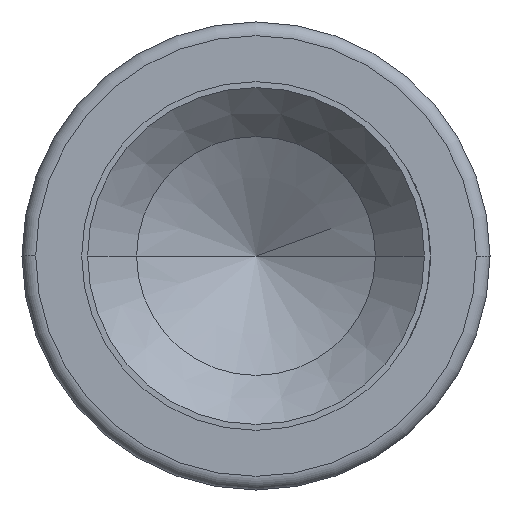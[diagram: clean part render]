
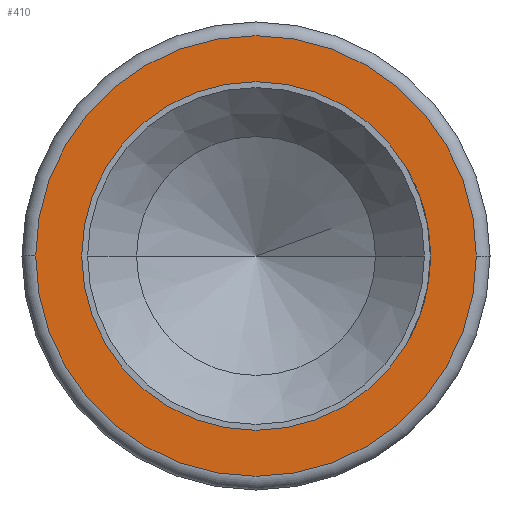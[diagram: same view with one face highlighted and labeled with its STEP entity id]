
A CAD part, front view. The second image highlights one B-rep face of the part: STEP entity #410.
In plain terms, the highlighted planar face has unit normal (0, -1, 0).
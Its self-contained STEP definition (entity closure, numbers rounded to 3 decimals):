
#1=CARTESIAN_POINT('',(0.,0.,0.));
#2=DIRECTION('',(0.,-1.,0.));
#3=DIRECTION('',(1.,0.,0.));
#4=AXIS2_PLACEMENT_3D('',#1,#2,#3);
#16=CARTESIAN_POINT('',(0.,0.,0.));
#17=DIRECTION('',(0.,-1.,0.));
#18=DIRECTION('',(-1.,0.,0.));
#19=AXIS2_PLACEMENT_3D('',#16,#17,#18);
#158=CARTESIAN_POINT('',(0.,0.,0.));
#159=DIRECTION('',(0.,1.,0.));
#160=DIRECTION('',(-1.,0.,0.));
#161=AXIS2_PLACEMENT_3D('',#158,#159,#160);
#190=CARTESIAN_POINT('',(0.,0.,0.));
#191=DIRECTION('',(0.,-1.,0.));
#192=DIRECTION('',(-1.,0.,0.));
#193=AXIS2_PLACEMENT_3D('',#190,#191,#192);
#303=CARTESIAN_POINT('',(-0.89,0.,0.));
#305=VERTEX_POINT('',#303);
#307=CARTESIAN_POINT('',(0.89,0.,0.));
#308=VERTEX_POINT('',#307);
#311=CARTESIAN_POINT('',(-1.125,0.,0.));
#312=CARTESIAN_POINT('',(1.125,0.,0.));
#313=VERTEX_POINT('',#311);
#314=VERTEX_POINT('',#312);
#394=CARTESIAN_POINT('',(0.,0.,0.));
#395=DIRECTION('',(0.,1.,0.));
#396=DIRECTION('',(1.,0.,0.));
#397=AXIS2_PLACEMENT_3D('',#394,#395,#396);
#398=PLANE('',#397);
#400=ORIENTED_EDGE('',*,*,#399,.F.);
#401=ORIENTED_EDGE('',*,*,#384,.F.);
#402=EDGE_LOOP('',(#400,#401));
#403=FACE_OUTER_BOUND('',#402,.F.);
#405=ORIENTED_EDGE('',*,*,#404,.F.);
#407=ORIENTED_EDGE('',*,*,#406,.T.);
#408=EDGE_LOOP('',(#405,#407));
#409=FACE_BOUND('',#408,.F.);
#410=ADVANCED_FACE('',(#403,#409),#398,.F.);
#5=CIRCLE('',#4,1.125);
#20=CIRCLE('',#19,1.125);
#162=CIRCLE('',#161,0.89);
#194=CIRCLE('',#193,0.89);
#384=EDGE_CURVE('',#314,#313,#5,.T.);
#399=EDGE_CURVE('',#313,#314,#20,.T.);
#404=EDGE_CURVE('',#305,#308,#162,.T.);
#406=EDGE_CURVE('',#305,#308,#194,.T.);
